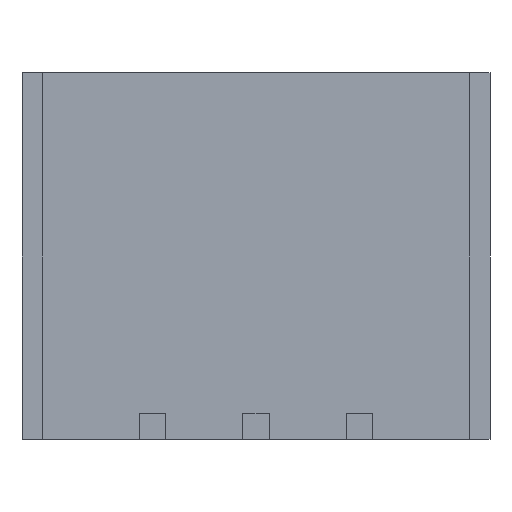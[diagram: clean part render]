
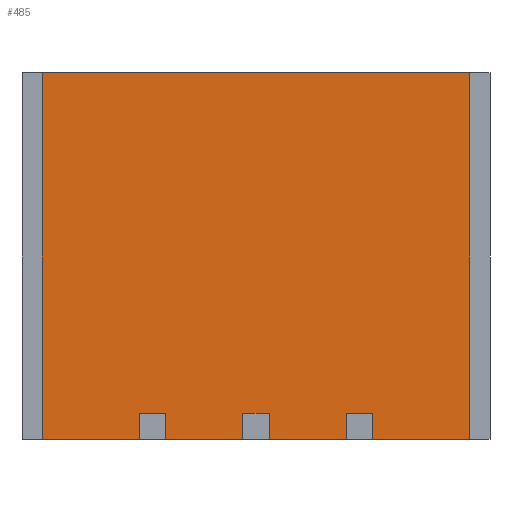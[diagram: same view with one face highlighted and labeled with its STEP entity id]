
A CAD part, front view. The second image highlights one B-rep face of the part: STEP entity #485.
In plain terms, the highlighted planar face has unit normal (0, -1, 0).
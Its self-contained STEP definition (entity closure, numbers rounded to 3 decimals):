
#72 = PLANE('',#73);
#73 = AXIS2_PLACEMENT_3D('',#74,#75,#76);
#74 = CARTESIAN_POINT('',(17.61,0.,5.66));
#75 = DIRECTION('',(-1.,0.,0.));
#76 = DIRECTION('',(0.,0.,1.));
#166 = VERTEX_POINT('',#167);
#167 = CARTESIAN_POINT('',(17.61,0.,5.66));
#202 = PLANE('',#203);
#203 = AXIS2_PLACEMENT_3D('',#204,#205,#206);
#204 = CARTESIAN_POINT('',(17.11,0.,5.66));
#205 = DIRECTION('',(0.,0.,-1.));
#206 = DIRECTION('',(1.,0.,0.));
#220 = VERTEX_POINT('',#221);
#221 = CARTESIAN_POINT('',(17.61,0.,14.66));
#242 = EDGE_CURVE('',#166,#220,#243,.T.);
#243 = SURFACE_CURVE('',#244,(#248,#255),.PCURVE_S1.);
#244 = LINE('',#245,#246);
#245 = CARTESIAN_POINT('',(17.61,0.,5.66));
#246 = VECTOR('',#247,1.);
#247 = DIRECTION('',(0.,0.,1.));
#248 = PCURVE('',#72,#249);
#249 = DEFINITIONAL_REPRESENTATION('',(#250),#254);
#250 = LINE('',#251,#252);
#251 = CARTESIAN_POINT('',(0.,0.));
#252 = VECTOR('',#253,1.);
#253 = DIRECTION('',(1.,0.));
#254 = ( GEOMETRIC_REPRESENTATION_CONTEXT(2) 
PARAMETRIC_REPRESENTATION_CONTEXT() REPRESENTATION_CONTEXT('2D SPACE',''
  ) );
#255 = PCURVE('',#256,#261);
#256 = PLANE('',#257);
#257 = AXIS2_PLACEMENT_3D('',#258,#259,#260);
#258 = CARTESIAN_POINT('',(22.86,0.,10.16));
#259 = DIRECTION('',(0.,-1.,0.));
#260 = DIRECTION('',(1.,0.,0.));
#261 = DEFINITIONAL_REPRESENTATION('',(#262),#266);
#262 = LINE('',#263,#264);
#263 = CARTESIAN_POINT('',(-5.25,-4.5));
#264 = VECTOR('',#265,1.);
#265 = DIRECTION('',(0.,1.));
#266 = ( GEOMETRIC_REPRESENTATION_CONTEXT(2) 
PARAMETRIC_REPRESENTATION_CONTEXT() REPRESENTATION_CONTEXT('2D SPACE',''
  ) );
#310 = PLANE('',#311);
#311 = AXIS2_PLACEMENT_3D('',#312,#313,#314);
#312 = CARTESIAN_POINT('',(28.61,0.,14.66));
#313 = DIRECTION('',(0.,0.,1.));
#314 = DIRECTION('',(-1.,0.,0.));
#437 = VERTEX_POINT('',#438);
#438 = CARTESIAN_POINT('',(28.11,0.,5.66));
#464 = EDGE_CURVE('',#166,#437,#465,.T.);
#465 = SURFACE_CURVE('',#466,(#470,#477),.PCURVE_S1.);
#466 = LINE('',#467,#468);
#467 = CARTESIAN_POINT('',(17.11,0.,5.66));
#468 = VECTOR('',#469,1.);
#469 = DIRECTION('',(1.,0.,0.));
#470 = PCURVE('',#202,#471);
#471 = DEFINITIONAL_REPRESENTATION('',(#472),#476);
#472 = LINE('',#473,#474);
#473 = CARTESIAN_POINT('',(0.,0.));
#474 = VECTOR('',#475,1.);
#475 = DIRECTION('',(1.,0.));
#476 = ( GEOMETRIC_REPRESENTATION_CONTEXT(2) 
PARAMETRIC_REPRESENTATION_CONTEXT() REPRESENTATION_CONTEXT('2D SPACE',''
  ) );
#477 = PCURVE('',#256,#478);
#478 = DEFINITIONAL_REPRESENTATION('',(#479),#483);
#479 = LINE('',#480,#481);
#480 = CARTESIAN_POINT('',(-5.75,-4.5));
#481 = VECTOR('',#482,1.);
#482 = DIRECTION('',(1.,0.));
#483 = ( GEOMETRIC_REPRESENTATION_CONTEXT(2) 
PARAMETRIC_REPRESENTATION_CONTEXT() REPRESENTATION_CONTEXT('2D SPACE',''
  ) );
#485 = ADVANCED_FACE('',(#486),#256,.T.);
#486 = FACE_BOUND('',#487,.T.);
#487 = EDGE_LOOP('',(#488,#511,#512,#513));
#488 = ORIENTED_EDGE('',*,*,#489,.T.);
#489 = EDGE_CURVE('',#490,#220,#492,.T.);
#490 = VERTEX_POINT('',#491);
#491 = CARTESIAN_POINT('',(28.11,0.,14.66));
#492 = SURFACE_CURVE('',#493,(#497,#504),.PCURVE_S1.);
#493 = LINE('',#494,#495);
#494 = CARTESIAN_POINT('',(28.61,0.,14.66));
#495 = VECTOR('',#496,1.);
#496 = DIRECTION('',(-1.,0.,0.));
#497 = PCURVE('',#256,#498);
#498 = DEFINITIONAL_REPRESENTATION('',(#499),#503);
#499 = LINE('',#500,#501);
#500 = CARTESIAN_POINT('',(5.75,4.5));
#501 = VECTOR('',#502,1.);
#502 = DIRECTION('',(-1.,0.));
#503 = ( GEOMETRIC_REPRESENTATION_CONTEXT(2) 
PARAMETRIC_REPRESENTATION_CONTEXT() REPRESENTATION_CONTEXT('2D SPACE',''
  ) );
#504 = PCURVE('',#310,#505);
#505 = DEFINITIONAL_REPRESENTATION('',(#506),#510);
#506 = LINE('',#507,#508);
#507 = CARTESIAN_POINT('',(0.,0.));
#508 = VECTOR('',#509,1.);
#509 = DIRECTION('',(1.,0.));
#510 = ( GEOMETRIC_REPRESENTATION_CONTEXT(2) 
PARAMETRIC_REPRESENTATION_CONTEXT() REPRESENTATION_CONTEXT('2D SPACE',''
  ) );
#511 = ORIENTED_EDGE('',*,*,#242,.F.);
#512 = ORIENTED_EDGE('',*,*,#464,.T.);
#513 = ORIENTED_EDGE('',*,*,#514,.F.);
#514 = EDGE_CURVE('',#490,#437,#515,.T.);
#515 = SURFACE_CURVE('',#516,(#520,#527),.PCURVE_S1.);
#516 = LINE('',#517,#518);
#517 = CARTESIAN_POINT('',(28.11,0.,14.66));
#518 = VECTOR('',#519,1.);
#519 = DIRECTION('',(0.,0.,-1.));
#520 = PCURVE('',#256,#521);
#521 = DEFINITIONAL_REPRESENTATION('',(#522),#526);
#522 = LINE('',#523,#524);
#523 = CARTESIAN_POINT('',(5.25,4.5));
#524 = VECTOR('',#525,1.);
#525 = DIRECTION('',(0.,-1.));
#526 = ( GEOMETRIC_REPRESENTATION_CONTEXT(2) 
PARAMETRIC_REPRESENTATION_CONTEXT() REPRESENTATION_CONTEXT('2D SPACE',''
  ) );
#527 = PCURVE('',#528,#533);
#528 = PLANE('',#529);
#529 = AXIS2_PLACEMENT_3D('',#530,#531,#532);
#530 = CARTESIAN_POINT('',(28.11,0.,14.66));
#531 = DIRECTION('',(1.,0.,0.));
#532 = DIRECTION('',(0.,0.,-1.));
#533 = DEFINITIONAL_REPRESENTATION('',(#534),#538);
#534 = LINE('',#535,#536);
#535 = CARTESIAN_POINT('',(0.,0.));
#536 = VECTOR('',#537,1.);
#537 = DIRECTION('',(1.,0.));
#538 = ( GEOMETRIC_REPRESENTATION_CONTEXT(2) 
PARAMETRIC_REPRESENTATION_CONTEXT() REPRESENTATION_CONTEXT('2D SPACE',''
  ) );
